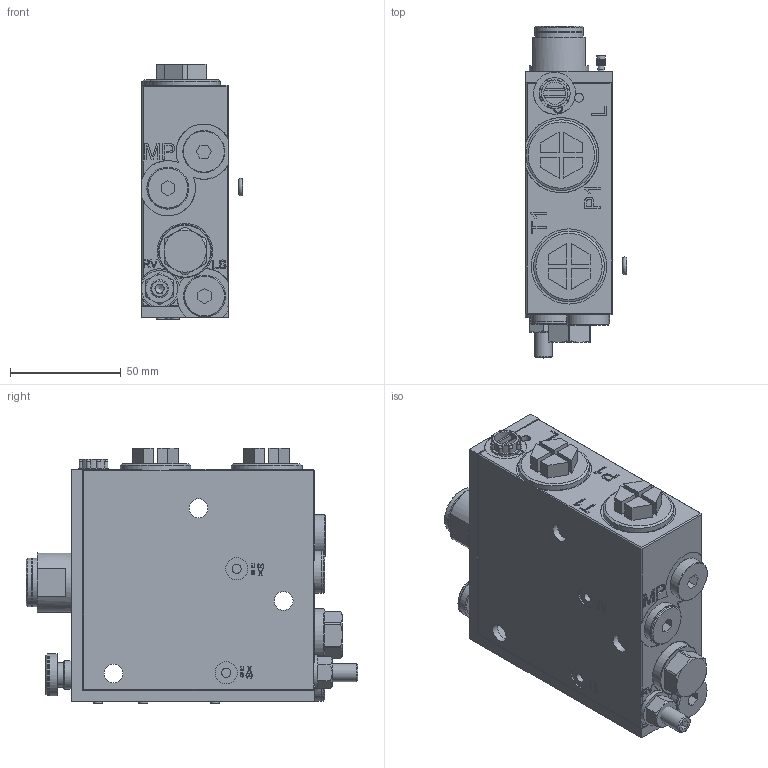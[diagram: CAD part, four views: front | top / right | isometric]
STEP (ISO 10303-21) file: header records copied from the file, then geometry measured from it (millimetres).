
FILE_DESCRIPTION(/* description */ ('Unknown'),/* implementation_level */ '2;1');
FILE_NAME(/* name */ 'AP-1010-302U',/* time_stamp */ '2021-05-19T11:47:27+02:00',/* author */ ('Unknown'),/* organization */ ('Unknown'),/* preprocessor_version */ 'ST-DEVELOPER v16.7',/* originating_system */ 'Solid Edge',/* authorisation */ 'Unknown');
FILE_SCHEMA (('AUTOMOTIVE_DESIGN {1 0 10303 214 3 1 1}'));
Length unit declared in the file: millimetre
Products named in the file (36): AP-1010-302U; AP-1010-U01-002_oa_0; AP-1640-002-393_oa_1; AP-1640-001-004_oa_2; AP-1640-001-005; AP-1640-001-006-A_oa_3; WU-6711-010_oa_4; AP-1640-001-003-A_oa_5; WT-3301-816_oa_6; WT-3301-816_oa_7; WT-3402-216; WW-5440-004_oa_8; AP-1010-001-008-A_oa_9; XO-0008-010_oa_10; AP-1010-001-005-B_oa_11; WV-1401-908; WW-5440-004_oa_12; WW-5441-007_oa_13; WW-5441-004_oa_14; WW-5441-004_oa_15; WU-4604-040; WW-5440-004; AP-1010-001-001-B_oa_16; WU-4604-040_oa_17; WV-7304-304_oa_18; WT-3741-007; WT-3300-516; WS-0041-060_oa_19; AP-1010-001-002-A_oa_20; WU-4604-040_oa_21; AP-1010-001-006_oa_22; AP-1010-001-007-A_oa_23; AP-1010-001-011_oa_24; XO-0008-026_oa_25; WS-0041-100_oa_26; XO-0008-026_oa_27
Assembly tree (38 placements, depth 3):
  AP-1010-302U
    AP-1010-U01-002_oa_0
    AP-1640-002-393_oa_1
      AP-1640-001-004_oa_2
      AP-1640-001-005
      AP-1640-001-006-A_oa_3
      WU-6711-010_oa_4
      AP-1640-001-003-A_oa_5
      WT-3301-816_oa_6
      WT-3301-816_oa_7
      WT-3402-216
    WW-5440-004_oa_8
    AP-1010-001-008-A_oa_9
    XO-0008-010_oa_10
    AP-1010-001-005-B_oa_11
    WV-1401-908
    WW-5440-004_oa_12
    WW-5441-007_oa_13
    WW-5441-004_oa_14
    WW-5441-004_oa_15
    WU-4604-040  x4
    WW-5440-004
    AP-1010-001-001-B_oa_16
    WU-4604-040_oa_17
    WV-7304-304_oa_18
    WT-3741-007
    WT-3300-516
    WS-0041-060_oa_19
    AP-1010-001-002-A_oa_20
    WU-4604-040_oa_21
    AP-1010-001-006_oa_22
    AP-1010-001-007-A_oa_23
    AP-1010-001-011_oa_24
    XO-0008-026_oa_25
    WS-0041-100_oa_26
    XO-0008-026_oa_27
Bounding box: 45.83 x 150.1 x 115.5 mm (x, y, z)
Volume: 187020.8 mm3; surface area: 102260.2 mm2
Topology: 26 solids, 26 shells, 980 faces, 2180 edges, 1453 vertices
Faces by surface type: plane 565, cylinder 289, cone 66, bspline 46, sphere 8, torus 6
Full cylindrical faces by diameter (mm): 2 x5, 3 x9, 3.75 x55, 4 x69, 4.134 x2, 4.917 x4, 6 x1, 6.5 x1, 6.647 x3, 6.917 x1, 7.4 x2, 7.8 x1, 8 x1, 8.5 x7, 8.566 x1, 9.7 x1, 10 x3, 11 x3, 11.1 x2, 11.445 x3, 11.8 x1, 12 x3, 12.376 x1, 13 x3, 14 x2, 14.5 x1, 14.95 x2, 15.45 x1, 15.7 x1, 16 x2
Entity records: 25999 total; most frequent: CARTESIAN_POINT 7148, DIRECTION 3660, ORIENTED_EDGE 3184, EDGE_CURVE 1592, AXIS2_PLACEMENT_3D 1386, FACE_BOUND 1281, EDGE_LOOP 1275, VERTEX_POINT 1177
